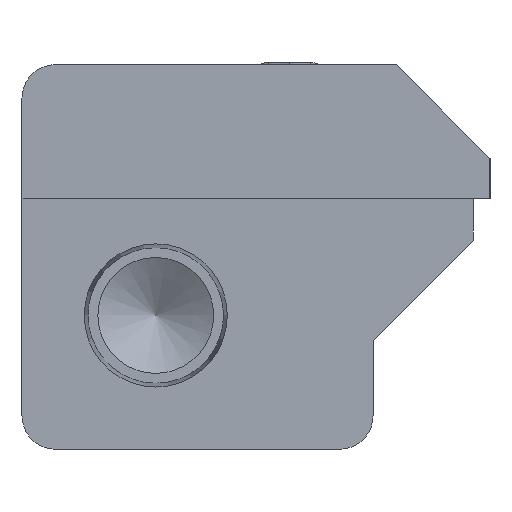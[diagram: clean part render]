
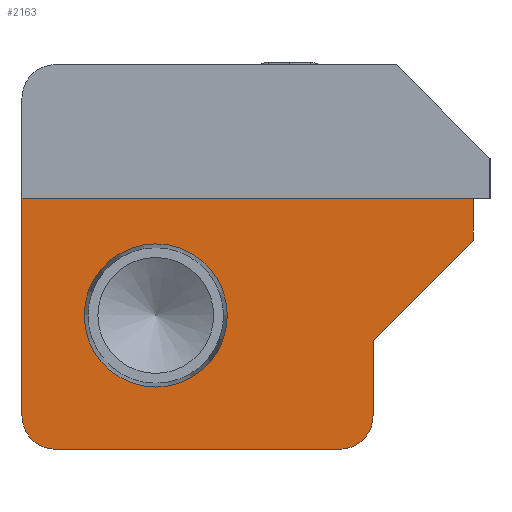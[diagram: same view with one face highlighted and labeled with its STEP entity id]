
A CAD part, left-side view. The second image highlights one B-rep face of the part: STEP entity #2163.
In plain terms, the highlighted planar face has unit normal (-1, 0, 0).
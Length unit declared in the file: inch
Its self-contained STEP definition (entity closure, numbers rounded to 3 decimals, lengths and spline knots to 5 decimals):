
#186=FACE_BOUND('',#635,.T.);
#283=CIRCLE('',#2554,0.26751);
#308=CIRCLE('',#2598,0.125);
#309=CIRCLE('',#2599,0.125);
#444=FACE_OUTER_BOUND('',#634,.T.);
#634=EDGE_LOOP('',(#1824,#1825,#1826,#1827,#1828,#1829,#1830,#1831));
#635=EDGE_LOOP('',(#1832));
#824=LINE('',#3957,#968);
#825=LINE('',#3961,#969);
#826=LINE('',#3963,#970);
#827=LINE('',#3965,#971);
#828=LINE('',#3967,#972);
#829=LINE('',#3969,#973);
#968=VECTOR('',#3150,1.0625);
#969=VECTOR('',#3153,0.2815);
#970=VECTOR('',#3154,0.53033);
#971=VECTOR('',#3155,0.156);
#972=VECTOR('',#3156,1.6875);
#973=VECTOR('',#3157,0.8125);
#1127=VERTEX_POINT('',#3886);
#1152=VERTEX_POINT('',#3955);
#1153=VERTEX_POINT('',#3956);
#1154=VERTEX_POINT('',#3958);
#1155=VERTEX_POINT('',#3960);
#1156=VERTEX_POINT('',#3962);
#1157=VERTEX_POINT('',#3964);
#1158=VERTEX_POINT('',#3966);
#1159=VERTEX_POINT('',#3968);
#1369=EDGE_CURVE('',#1127,#1127,#283,.T.);
#1394=EDGE_CURVE('',#1152,#1153,#824,.T.);
#1395=EDGE_CURVE('',#1154,#1152,#308,.T.);
#1396=EDGE_CURVE('',#1155,#1154,#825,.T.);
#1397=EDGE_CURVE('',#1156,#1155,#826,.T.);
#1398=EDGE_CURVE('',#1157,#1156,#827,.T.);
#1399=EDGE_CURVE('',#1158,#1157,#828,.T.);
#1400=EDGE_CURVE('',#1159,#1158,#829,.T.);
#1401=EDGE_CURVE('',#1153,#1159,#309,.T.);
#1824=ORIENTED_EDGE('',*,*,#1394,.F.);
#1825=ORIENTED_EDGE('',*,*,#1395,.F.);
#1826=ORIENTED_EDGE('',*,*,#1396,.F.);
#1827=ORIENTED_EDGE('',*,*,#1397,.F.);
#1828=ORIENTED_EDGE('',*,*,#1398,.F.);
#1829=ORIENTED_EDGE('',*,*,#1399,.F.);
#1830=ORIENTED_EDGE('',*,*,#1400,.F.);
#1831=ORIENTED_EDGE('',*,*,#1401,.F.);
#1832=ORIENTED_EDGE('',*,*,#1369,.T.);
#2036=PLANE('',#2597);
#2163=ADVANCED_FACE('',(#444,#186),#2036,.F.);
#2554=AXIS2_PLACEMENT_3D('',#3887,#3062,#3063);
#2597=AXIS2_PLACEMENT_3D('',#3954,#3148,#3149);
#2598=AXIS2_PLACEMENT_3D('',#3959,#3151,#3152);
#2599=AXIS2_PLACEMENT_3D('',#3970,#3158,#3159);
#3062=DIRECTION('center_axis',(1.,0.,0.));
#3063=DIRECTION('ref_axis',(0.,1.,0.));
#3148=DIRECTION('center_axis',(1.,0.,0.));
#3149=DIRECTION('ref_axis',(0.,0.,-1.));
#3150=DIRECTION('',(0.,1.,0.));
#3151=DIRECTION('center_axis',(1.,0.,0.));
#3152=DIRECTION('ref_axis',(0.,-0.707,-0.707));
#3153=DIRECTION('',(0.,0.,-1.));
#3154=DIRECTION('',(0.,0.707,-0.707));
#3155=DIRECTION('',(0.,0.,-1.));
#3156=DIRECTION('',(0.,-1.,0.));
#3157=DIRECTION('',(0.,0.,1.));
#3158=DIRECTION('center_axis',(1.,0.,0.));
#3159=DIRECTION('ref_axis',(0.,0.707,-0.707));
#3886=CARTESIAN_POINT('',(-30.15499,18.68917,-1.0935));
#3887=CARTESIAN_POINT('Origin',(-30.15499,18.42167,-1.0935));
#3954=CARTESIAN_POINT('Origin',(-30.15499,18.14836,-1.07429));
#3955=CARTESIAN_POINT('',(-30.15499,17.73417,-1.5935));
#3956=CARTESIAN_POINT('',(-30.15499,18.79667,-1.5935));
#3957=CARTESIAN_POINT('',(-30.15499,17.73417,-1.5935));
#3958=CARTESIAN_POINT('',(-30.15499,17.60917,-1.4685));
#3959=CARTESIAN_POINT('Origin',(-30.15499,17.73417,-1.4685));
#3960=CARTESIAN_POINT('',(-30.15499,17.60917,-1.187));
#3961=CARTESIAN_POINT('',(-30.15499,17.60917,-1.187));
#3962=CARTESIAN_POINT('',(-30.15499,17.23417,-0.812));
#3963=CARTESIAN_POINT('',(-30.15499,17.23417,-0.812));
#3964=CARTESIAN_POINT('',(-30.15499,17.23417,-0.656));
#3965=CARTESIAN_POINT('',(-30.15499,17.23417,-0.656));
#3966=CARTESIAN_POINT('',(-30.15499,18.92167,-0.656));
#3967=CARTESIAN_POINT('',(-30.15499,18.92167,-0.656));
#3968=CARTESIAN_POINT('',(-30.15499,18.92167,-1.4685));
#3969=CARTESIAN_POINT('',(-30.15499,18.92167,-1.4685));
#3970=CARTESIAN_POINT('Origin',(-30.15499,18.79667,-1.4685));
